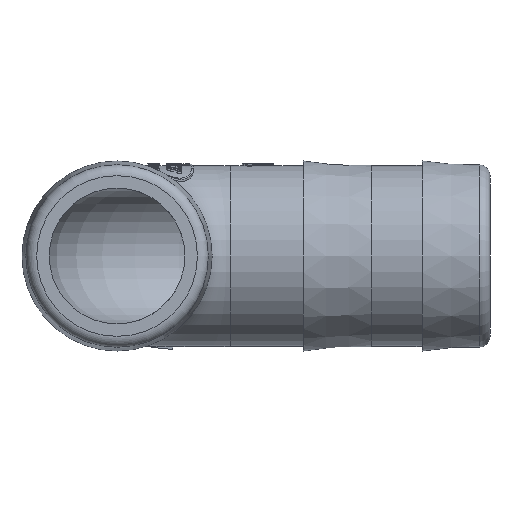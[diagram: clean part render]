
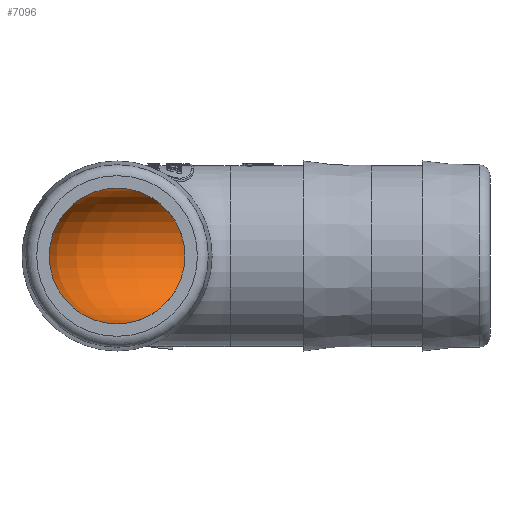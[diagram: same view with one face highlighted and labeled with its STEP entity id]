
A CAD part, front view. The second image highlights one B-rep face of the part: STEP entity #7096.
In plain terms, the highlighted toroidal (fillet/blend) face has major radius 15.875 mm and minor radius 9.525 mm.
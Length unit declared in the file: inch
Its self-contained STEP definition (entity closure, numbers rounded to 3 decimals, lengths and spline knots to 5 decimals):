
#127=CIRCLE('',#7430,0.375);
#128=CIRCLE('',#7433,0.375);
#129=CIRCLE('',#7435,0.375);
#1595=FACE_OUTER_BOUND('',#2038,.T.);
#2038=EDGE_LOOP('',(#6554,#6555,#6556,#6557,#6558,#6559,#6560));
#2712=B_SPLINE_CURVE_WITH_KNOTS('',3,(#17581,#17582,#17583,#17584,#17585,
#17586,#17587,#17588),.UNSPECIFIED.,.F.,.F.,(4,2,2,4),(-1.3747,
-0.82092,0.,0.00877),.UNSPECIFIED.);
#2713=B_SPLINE_CURVE_WITH_KNOTS('',3,(#17594,#17595,#17596,#17597,#17598,
#17599,#17600,#17601),.UNSPECIFIED.,.F.,.F.,(4,2,2,4),(-1.52378,
-1.516,-0.78823,-0.29728),.UNSPECIFIED.);
#2714=B_SPLINE_CURVE_WITH_KNOTS('',3,(#17605,#17606,#17607,#17608,#17609,
#17610,#17611,#17612),.UNSPECIFIED.,.F.,.F.,(4,2,2,4),(-1.3747,
-0.82092,0.,0.00877),.UNSPECIFIED.);
#2715=B_SPLINE_CURVE_WITH_KNOTS('',3,(#17615,#17616,#17617,#17618,#17619,
#17620,#17621,#17622),.UNSPECIFIED.,.F.,.F.,(4,2,2,4),(-1.52378,
-1.516,-0.78823,-0.29728),.UNSPECIFIED.);
#3415=VERTEX_POINT('',#17576);
#3416=VERTEX_POINT('',#17578);
#3417=VERTEX_POINT('',#17580);
#3419=VERTEX_POINT('',#17591);
#3420=VERTEX_POINT('',#17593);
#3421=VERTEX_POINT('',#17604);
#3422=VERTEX_POINT('',#17613);
#4481=EDGE_CURVE('',#3416,#3415,#127,.T.);
#4482=EDGE_CURVE('',#3417,#3416,#2712,.T.);
#4485=EDGE_CURVE('',#3420,#3419,#2713,.T.);
#4486=EDGE_CURVE('',#3415,#3420,#128,.T.);
#4487=EDGE_CURVE('',#3419,#3421,#2714,.T.);
#4488=EDGE_CURVE('',#3421,#3422,#129,.T.);
#4489=EDGE_CURVE('',#3422,#3417,#2715,.T.);
#6554=ORIENTED_EDGE('',*,*,#4485,.T.);
#6555=ORIENTED_EDGE('',*,*,#4487,.T.);
#6556=ORIENTED_EDGE('',*,*,#4488,.T.);
#6557=ORIENTED_EDGE('',*,*,#4489,.T.);
#6558=ORIENTED_EDGE('',*,*,#4482,.T.);
#6559=ORIENTED_EDGE('',*,*,#4481,.T.);
#6560=ORIENTED_EDGE('',*,*,#4486,.T.);
#6703=TOROIDAL_SURFACE('',#7434,0.625,0.375);
#7096=ADVANCED_FACE('',(#1595),#6703,.F.);
#7430=AXIS2_PLACEMENT_3D('',#17579,#8374,#8375);
#7433=AXIS2_PLACEMENT_3D('',#17602,#8380,#8381);
#7434=AXIS2_PLACEMENT_3D('',#17603,#8382,#8383);
#7435=AXIS2_PLACEMENT_3D('',#17614,#8384,#8385);
#8374=DIRECTION('center_axis',(0.,-1.,0.));
#8375=DIRECTION('ref_axis',(1.,0.,0.));
#8380=DIRECTION('center_axis',(0.,-1.,0.));
#8381=DIRECTION('ref_axis',(1.,0.,0.));
#8382=DIRECTION('center_axis',(0.,0.,-1.));
#8383=DIRECTION('ref_axis',(-1.,0.,0.));
#8384=DIRECTION('center_axis',(1.,0.,0.));
#8385=DIRECTION('ref_axis',(0.,0.,-1.));
#17576=CARTESIAN_POINT('',(-0.375,-0.625,0.));
#17578=CARTESIAN_POINT('',(0.,-0.625,0.375));
#17579=CARTESIAN_POINT('Origin',(0.,-0.625,0.));
#17580=CARTESIAN_POINT('',(0.10723,-0.10723,0.35934));
#17581=CARTESIAN_POINT('Ctrl Pts',(0.10723,-0.10723,
0.35934));
#17582=CARTESIAN_POINT('Ctrl Pts',(0.08173,-0.1688,
0.36695));
#17583=CARTESIAN_POINT('Ctrl Pts',(0.05906,-0.2345,
0.37076));
#17584=CARTESIAN_POINT('Ctrl Pts',(0.01473,-0.40715,
0.37566));
#17585=CARTESIAN_POINT('Ctrl Pts',(0.0003,-0.51381,
0.375));
#17586=CARTESIAN_POINT('Ctrl Pts',(0.,-0.6227,
0.375));
#17587=CARTESIAN_POINT('Ctrl Pts',(0.,-0.62385,
0.375));
#17588=CARTESIAN_POINT('Ctrl Pts',(0.,-0.625,0.375));
#17591=CARTESIAN_POINT('',(0.10723,-0.10723,-0.35934));
#17593=CARTESIAN_POINT('',(0.,-0.625,-0.375));
#17594=CARTESIAN_POINT('Ctrl Pts',(0.,-0.625,-0.375));
#17595=CARTESIAN_POINT('Ctrl Pts',(0.,-0.62385,
-0.375));
#17596=CARTESIAN_POINT('Ctrl Pts',(0.,-0.6227,
-0.375));
#17597=CARTESIAN_POINT('Ctrl Pts',(0.0003,-0.51381,
-0.375));
#17598=CARTESIAN_POINT('Ctrl Pts',(0.01473,-0.40715,
-0.37566));
#17599=CARTESIAN_POINT('Ctrl Pts',(0.05906,-0.2345,
-0.37076));
#17600=CARTESIAN_POINT('Ctrl Pts',(0.08173,-0.1688,
-0.36695));
#17601=CARTESIAN_POINT('Ctrl Pts',(0.10723,-0.10723,
-0.35934));
#17602=CARTESIAN_POINT('Origin',(0.,-0.625,0.));
#17603=CARTESIAN_POINT('Origin',(0.625,-0.625,0.));
#17604=CARTESIAN_POINT('',(0.625,0.,-0.375));
#17605=CARTESIAN_POINT('Ctrl Pts',(0.10723,-0.10723,
-0.35934));
#17606=CARTESIAN_POINT('Ctrl Pts',(0.1688,-0.08173,
-0.36695));
#17607=CARTESIAN_POINT('Ctrl Pts',(0.2345,-0.05906,
-0.37076));
#17608=CARTESIAN_POINT('Ctrl Pts',(0.40715,-0.01473,
-0.37566));
#17609=CARTESIAN_POINT('Ctrl Pts',(0.51381,-0.0003,
-0.375));
#17610=CARTESIAN_POINT('Ctrl Pts',(0.6227,0.,
-0.375));
#17611=CARTESIAN_POINT('Ctrl Pts',(0.62385,0.,
-0.375));
#17612=CARTESIAN_POINT('Ctrl Pts',(0.625,0.,-0.375));
#17613=CARTESIAN_POINT('',(0.625,0.,0.375));
#17614=CARTESIAN_POINT('Origin',(0.625,0.,0.));
#17615=CARTESIAN_POINT('Ctrl Pts',(0.625,0.,0.375));
#17616=CARTESIAN_POINT('Ctrl Pts',(0.62385,0.,
0.375));
#17617=CARTESIAN_POINT('Ctrl Pts',(0.6227,0.,
0.375));
#17618=CARTESIAN_POINT('Ctrl Pts',(0.51381,-0.0003,
0.375));
#17619=CARTESIAN_POINT('Ctrl Pts',(0.40715,-0.01473,
0.37566));
#17620=CARTESIAN_POINT('Ctrl Pts',(0.2345,-0.05906,
0.37076));
#17621=CARTESIAN_POINT('Ctrl Pts',(0.1688,-0.08173,
0.36695));
#17622=CARTESIAN_POINT('Ctrl Pts',(0.10723,-0.10723,
0.35934));
